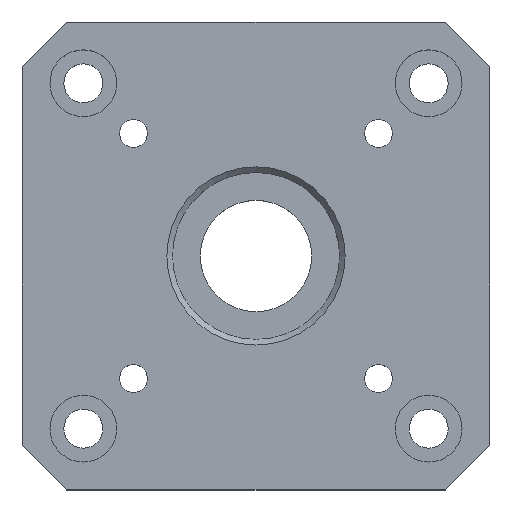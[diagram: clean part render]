
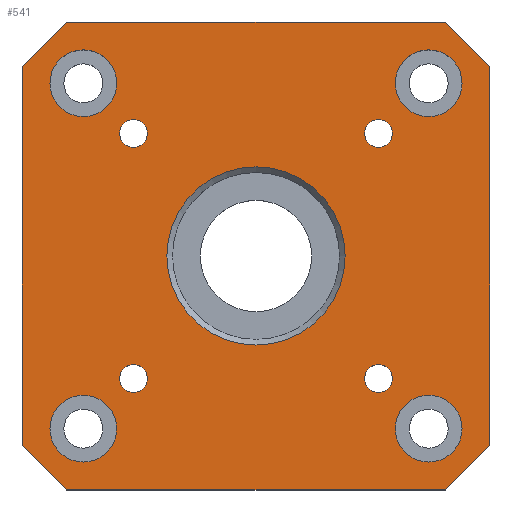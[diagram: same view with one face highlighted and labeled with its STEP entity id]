
A CAD part, top view. The second image highlights one B-rep face of the part: STEP entity #541.
In plain terms, the highlighted planar face has unit normal (0, 0, 1).
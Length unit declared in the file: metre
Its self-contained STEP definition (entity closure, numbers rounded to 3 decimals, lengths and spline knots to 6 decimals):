
#15=LINE('',#876,#39);
#19=LINE('',#887,#43);
#21=LINE('',#893,#45);
#25=LINE('',#904,#49);
#29=LINE('',#931,#53);
#30=LINE('',#932,#54);
#31=LINE('',#933,#55);
#32=LINE('',#934,#56);
#39=VECTOR('',#669,1.);
#43=VECTOR('',#677,1.);
#45=VECTOR('',#683,1.);
#49=VECTOR('',#691,1.);
#53=VECTOR('',#715,1.);
#54=VECTOR('',#716,1.);
#55=VECTOR('',#717,1.);
#56=VECTOR('',#718,1.);
#65=PLANE('',#596);
#108=ORIENTED_EDGE('',*,*,#230,.T.);
#109=ORIENTED_EDGE('',*,*,#231,.T.);
#110=ORIENTED_EDGE('',*,*,#232,.T.);
#111=ORIENTED_EDGE('',*,*,#233,.T.);
#112=ORIENTED_EDGE('',*,*,#234,.T.);
#113=ORIENTED_EDGE('',*,*,#235,.T.);
#114=ORIENTED_EDGE('',*,*,#236,.T.);
#115=ORIENTED_EDGE('',*,*,#237,.T.);
#116=ORIENTED_EDGE('',*,*,#238,.T.);
#117=ORIENTED_EDGE('',*,*,#218,.T.);
#118=ORIENTED_EDGE('',*,*,#239,.T.);
#119=ORIENTED_EDGE('',*,*,#221,.T.);
#120=ORIENTED_EDGE('',*,*,#240,.T.);
#121=ORIENTED_EDGE('',*,*,#226,.F.);
#122=ORIENTED_EDGE('',*,*,#241,.T.);
#123=ORIENTED_EDGE('',*,*,#213,.F.);
#124=ORIENTED_EDGE('',*,*,#242,.T.);
#213=EDGE_CURVE('',#274,#275,#15,.T.);
#218=EDGE_CURVE('',#280,#279,#19,.T.);
#221=EDGE_CURVE('',#282,#283,#21,.T.);
#226=EDGE_CURVE('',#287,#288,#25,.T.);
#230=EDGE_CURVE('',#291,#291,#324,.T.);
#231=EDGE_CURVE('',#292,#292,#325,.T.);
#232=EDGE_CURVE('',#293,#293,#326,.T.);
#233=EDGE_CURVE('',#294,#294,#327,.T.);
#234=EDGE_CURVE('',#295,#295,#328,.F.);
#235=EDGE_CURVE('',#296,#296,#329,.T.);
#236=EDGE_CURVE('',#297,#297,#330,.T.);
#237=EDGE_CURVE('',#298,#298,#331,.T.);
#238=EDGE_CURVE('',#299,#299,#332,.T.);
#239=EDGE_CURVE('',#279,#282,#29,.F.);
#240=EDGE_CURVE('',#283,#288,#30,.T.);
#241=EDGE_CURVE('',#287,#275,#31,.F.);
#242=EDGE_CURVE('',#274,#280,#32,.T.);
#274=VERTEX_POINT('',#875);
#275=VERTEX_POINT('',#877);
#279=VERTEX_POINT('',#886);
#280=VERTEX_POINT('',#888);
#282=VERTEX_POINT('',#894);
#283=VERTEX_POINT('',#895);
#287=VERTEX_POINT('',#905);
#288=VERTEX_POINT('',#906);
#291=VERTEX_POINT('',#914);
#292=VERTEX_POINT('',#916);
#293=VERTEX_POINT('',#918);
#294=VERTEX_POINT('',#920);
#295=VERTEX_POINT('',#922);
#296=VERTEX_POINT('',#924);
#297=VERTEX_POINT('',#926);
#298=VERTEX_POINT('',#928);
#299=VERTEX_POINT('',#930);
#324=CIRCLE('',#597,0.00125);
#325=CIRCLE('',#598,0.00125);
#326=CIRCLE('',#599,0.00125);
#327=CIRCLE('',#600,0.00125);
#328=CIRCLE('',#601,0.008);
#329=CIRCLE('',#602,0.003);
#330=CIRCLE('',#603,0.003);
#331=CIRCLE('',#604,0.003);
#332=CIRCLE('',#605,0.003);
#365=EDGE_LOOP('',(#108));
#366=EDGE_LOOP('',(#109));
#367=EDGE_LOOP('',(#110));
#368=EDGE_LOOP('',(#111));
#369=EDGE_LOOP('',(#112));
#370=EDGE_LOOP('',(#113));
#371=EDGE_LOOP('',(#114));
#372=EDGE_LOOP('',(#115));
#373=EDGE_LOOP('',(#116));
#374=EDGE_LOOP('',(#117,#118,#119,#120,#121,#122,#123,#124));
#449=FACE_BOUND('',#365,.T.);
#450=FACE_BOUND('',#366,.T.);
#451=FACE_BOUND('',#367,.T.);
#452=FACE_BOUND('',#368,.T.);
#453=FACE_BOUND('',#369,.T.);
#454=FACE_BOUND('',#370,.T.);
#455=FACE_BOUND('',#371,.T.);
#456=FACE_BOUND('',#372,.T.);
#457=FACE_BOUND('',#373,.T.);
#458=FACE_BOUND('',#374,.T.);
#541=ADVANCED_FACE('',(#449,#450,#451,#452,#453,#454,#455,#456,#457,#458),
#65,.T.);
#596=AXIS2_PLACEMENT_3D('',#912,#695,#696);
#597=AXIS2_PLACEMENT_3D('',#913,#697,#698);
#598=AXIS2_PLACEMENT_3D('',#915,#699,#700);
#599=AXIS2_PLACEMENT_3D('',#917,#701,#702);
#600=AXIS2_PLACEMENT_3D('',#919,#703,#704);
#601=AXIS2_PLACEMENT_3D('',#921,#705,#706);
#602=AXIS2_PLACEMENT_3D('',#923,#707,#708);
#603=AXIS2_PLACEMENT_3D('',#925,#709,#710);
#604=AXIS2_PLACEMENT_3D('',#927,#711,#712);
#605=AXIS2_PLACEMENT_3D('',#929,#713,#714);
#669=DIRECTION('',(1.,0.,0.));
#677=DIRECTION('',(0.,-1.,0.));
#683=DIRECTION('',(1.,0.,0.));
#691=DIRECTION('',(0.,-1.,0.));
#695=DIRECTION('',(0.,0.,1.));
#696=DIRECTION('',(1.,0.,0.));
#697=DIRECTION('',(0.,0.,-1.));
#698=DIRECTION('',(-1.,0.,0.));
#699=DIRECTION('',(0.,0.,-1.));
#700=DIRECTION('',(-1.,0.,0.));
#701=DIRECTION('',(0.,0.,-1.));
#702=DIRECTION('',(-1.,0.,0.));
#703=DIRECTION('',(0.,0.,-1.));
#704=DIRECTION('',(-1.,0.,0.));
#705=DIRECTION('',(0.,0.,1.));
#706=DIRECTION('',(1.,0.,0.));
#707=DIRECTION('',(0.,0.,-1.));
#708=DIRECTION('',(-1.,0.,0.));
#709=DIRECTION('',(0.,0.,-1.));
#710=DIRECTION('',(-1.,0.,0.));
#711=DIRECTION('',(0.,0.,-1.));
#712=DIRECTION('',(-1.,0.,0.));
#713=DIRECTION('',(0.,0.,-1.));
#714=DIRECTION('',(-1.,0.,0.));
#715=DIRECTION('',(-0.707,0.707,0.));
#716=DIRECTION('',(0.707,0.707,0.));
#717=DIRECTION('',(0.707,-0.707,0.));
#718=DIRECTION('',(-0.707,-0.707,0.));
#875=CARTESIAN_POINT('',(-0.017,0.021,0.006));
#876=CARTESIAN_POINT('',(0.,0.021,0.006));
#877=CARTESIAN_POINT('',(0.017,0.021,0.006));
#886=CARTESIAN_POINT('',(-0.021,-0.017,0.006));
#887=CARTESIAN_POINT('',(-0.021,0.,0.006));
#888=CARTESIAN_POINT('',(-0.021,0.017,0.006));
#893=CARTESIAN_POINT('',(0.,-0.021,0.006));
#894=CARTESIAN_POINT('',(-0.017,-0.021,0.006));
#895=CARTESIAN_POINT('',(0.017,-0.021,0.006));
#904=CARTESIAN_POINT('',(0.021,0.,0.006));
#905=CARTESIAN_POINT('',(0.021,0.017,0.006));
#906=CARTESIAN_POINT('',(0.021,-0.017,0.006));
#912=CARTESIAN_POINT('',(0.,0.,0.006));
#913=CARTESIAN_POINT('',(-0.011,-0.011,0.006));
#914=CARTESIAN_POINT('',(-0.01225,-0.011,0.006));
#915=CARTESIAN_POINT('',(0.011,-0.011,0.006));
#916=CARTESIAN_POINT('',(0.00975,-0.011,0.006));
#917=CARTESIAN_POINT('',(0.011,0.011,0.006));
#918=CARTESIAN_POINT('',(0.00975,0.011,0.006));
#919=CARTESIAN_POINT('',(-0.011,0.011,0.006));
#920=CARTESIAN_POINT('',(-0.01225,0.011,0.006));
#921=CARTESIAN_POINT('',(0.,0.,0.006));
#922=CARTESIAN_POINT('',(0.008,0.,0.006));
#923=CARTESIAN_POINT('',(0.0155,-0.0155,0.006));
#924=CARTESIAN_POINT('',(0.0125,-0.0155,0.006));
#925=CARTESIAN_POINT('',(-0.0155,0.0155,0.006));
#926=CARTESIAN_POINT('',(-0.0185,0.0155,0.006));
#927=CARTESIAN_POINT('',(-0.0155,-0.0155,0.006));
#928=CARTESIAN_POINT('',(-0.0185,-0.0155,0.006));
#929=CARTESIAN_POINT('',(0.0155,0.0155,0.006));
#930=CARTESIAN_POINT('',(0.0125,0.0155,0.006));
#931=CARTESIAN_POINT('',(-0.019,-0.019,0.006));
#932=CARTESIAN_POINT('',(0.019,-0.019,0.006));
#933=CARTESIAN_POINT('',(0.019,0.019,0.006));
#934=CARTESIAN_POINT('',(-0.019,0.019,0.006));
